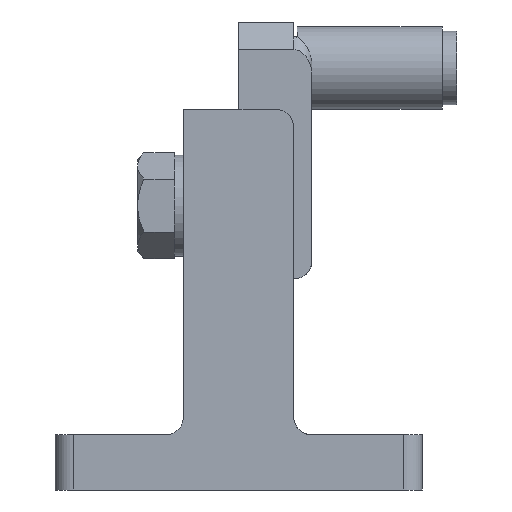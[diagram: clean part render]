
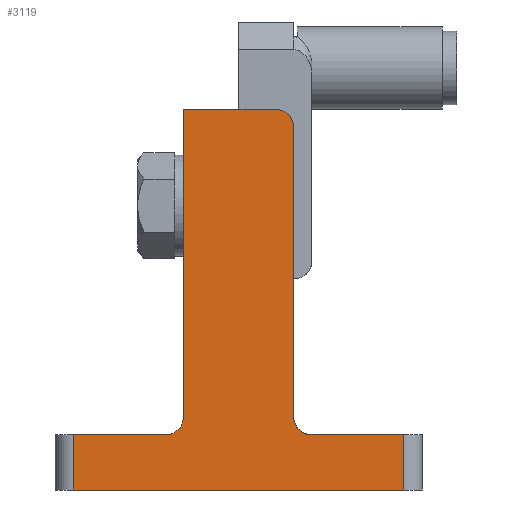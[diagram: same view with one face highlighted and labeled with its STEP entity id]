
A CAD part, left-side view. The second image highlights one B-rep face of the part: STEP entity #3119.
In plain terms, the highlighted planar face has unit normal (-1, 0, 0).
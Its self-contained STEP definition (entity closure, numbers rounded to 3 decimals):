
#3 = LINE ( 'NONE', #4242, #559 ) ;
#4 = DIRECTION ( 'NONE',  ( 0., -1., 0. ) ) ;
#8 = DIRECTION ( 'NONE',  ( -1., 0., 0. ) ) ;
#46 = VERTEX_POINT ( 'NONE', #4271 ) ;
#133 = VERTEX_POINT ( 'NONE', #1637 ) ;
#158 = EDGE_CURVE ( 'NONE', #3320, #2102, #2081, .T. ) ;
#244 = DIRECTION ( 'NONE',  ( 0., 0., -1. ) ) ;
#251 = CARTESIAN_POINT ( 'NONE',  ( -8., 8., 6. ) ) ;
#424 = PLANE ( 'NONE',  #3596 ) ;
#447 = CARTESIAN_POINT ( 'NONE',  ( -8., 6., 41.5 ) ) ;
#525 = EDGE_CURVE ( 'NONE', #4231, #2567, #3094, .T. ) ;
#532 = EDGE_CURVE ( 'NONE', #4016, #2102, #3, .T. ) ;
#559 = VECTOR ( 'NONE', #3493, 1000. ) ;
#570 = ORIENTED_EDGE ( 'NONE', *, *, #4417, .F. ) ;
#633 = CARTESIAN_POINT ( 'NONE',  ( -8., -6., 39.5 ) ) ;
#683 = DIRECTION ( 'NONE',  ( 0., 0., 1. ) ) ;
#689 = DIRECTION ( 'NONE',  ( 0., 1., 0. ) ) ;
#715 = VECTOR ( 'NONE', #1179, 1000. ) ;
#833 = LINE ( 'NONE', #3139, #4808 ) ;
#845 = VERTEX_POINT ( 'NONE', #2988 ) ;
#847 = CARTESIAN_POINT ( 'NONE',  ( -8., -4., 39.5 ) ) ;
#874 = AXIS2_PLACEMENT_3D ( 'NONE', #847, #8, #2384 ) ;
#925 = EDGE_CURVE ( 'NONE', #46, #4111, #3039, .T. ) ;
#1034 = AXIS2_PLACEMENT_3D ( 'NONE', #3778, #2679, #3501 ) ;
#1099 = ORIENTED_EDGE ( 'NONE', *, *, #532, .F. ) ;
#1179 = DIRECTION ( 'NONE',  ( 0., -1., 0. ) ) ;
#1223 = VERTEX_POINT ( 'NONE', #633 ) ;
#1433 = AXIS2_PLACEMENT_3D ( 'NONE', #1973, #2703, #3854 ) ;
#1457 = CARTESIAN_POINT ( 'NONE',  ( -8., -18., 6. ) ) ;
#1502 = CARTESIAN_POINT ( 'NONE',  ( -8., -18., 0. ) ) ;
#1604 = VECTOR ( 'NONE', #683, 1000. ) ;
#1637 = CARTESIAN_POINT ( 'NONE',  ( -8., 18., 0. ) ) ;
#1760 = CARTESIAN_POINT ( 'NONE',  ( -8., 6., 8. ) ) ;
#1822 = CARTESIAN_POINT ( 'NONE',  ( -8., -6., 8. ) ) ;
#1845 = ORIENTED_EDGE ( 'NONE', *, *, #925, .T. ) ;
#1898 = EDGE_CURVE ( 'NONE', #4016, #133, #833, .T. ) ;
#1915 = LINE ( 'NONE', #2700, #4785 ) ;
#1973 = CARTESIAN_POINT ( 'NONE',  ( -8., 8., 8. ) ) ;
#1985 = ORIENTED_EDGE ( 'NONE', *, *, #158, .T. ) ;
#2023 = CARTESIAN_POINT ( 'NONE',  ( -8., 18., 6. ) ) ;
#2075 = CIRCLE ( 'NONE', #874, 2. ) ;
#2081 = CIRCLE ( 'NONE', #1433, 2. ) ;
#2102 = VERTEX_POINT ( 'NONE', #251 ) ;
#2164 = ORIENTED_EDGE ( 'NONE', *, *, #3095, .T. ) ;
#2171 = VERTEX_POINT ( 'NONE', #1502 ) ;
#2239 = LINE ( 'NONE', #2616, #1604 ) ;
#2262 = DIRECTION ( 'NONE',  ( 0., 0., 1. ) ) ;
#2384 = DIRECTION ( 'NONE',  ( 0., 0., 1. ) ) ;
#2547 = EDGE_CURVE ( 'NONE', #1223, #4111, #3693, .T. ) ;
#2567 = VERTEX_POINT ( 'NONE', #4326 ) ;
#2595 = CARTESIAN_POINT ( 'NONE',  ( -8., 20., 0. ) ) ;
#2616 = CARTESIAN_POINT ( 'NONE',  ( -8., 6., 41.5 ) ) ;
#2623 = CARTESIAN_POINT ( 'NONE',  ( -8., -6., 41.5 ) ) ;
#2679 = DIRECTION ( 'NONE',  ( 1., 0., 0. ) ) ;
#2700 = CARTESIAN_POINT ( 'NONE',  ( -8., -20., 6. ) ) ;
#2703 = DIRECTION ( 'NONE',  ( 1., 0., 0. ) ) ;
#2713 = DIRECTION ( 'NONE',  ( 0., 0., 1. ) ) ;
#2792 = VECTOR ( 'NONE', #244, 1000. ) ;
#2822 = ORIENTED_EDGE ( 'NONE', *, *, #525, .F. ) ;
#2940 = EDGE_CURVE ( 'NONE', #1223, #2567, #2075, .T. ) ;
#2949 = ORIENTED_EDGE ( 'NONE', *, *, #1898, .T. ) ;
#2988 = CARTESIAN_POINT ( 'NONE',  ( -8., -18., 6. ) ) ;
#3039 = CIRCLE ( 'NONE', #1034, 2. ) ;
#3094 = LINE ( 'NONE', #2623, #715 ) ;
#3095 = EDGE_CURVE ( 'NONE', #2171, #845, #4923, .T. ) ;
#3119 = ADVANCED_FACE ( 'NONE', ( #3807 ), #424, .T. ) ;
#3139 = CARTESIAN_POINT ( 'NONE',  ( -8., 18., 0. ) ) ;
#3200 = ORIENTED_EDGE ( 'NONE', *, *, #4994, .F. ) ;
#3256 = CARTESIAN_POINT ( 'NONE',  ( -8., -6., 6. ) ) ;
#3272 = DIRECTION ( 'NONE',  ( 0., 0., -1. ) ) ;
#3320 = VERTEX_POINT ( 'NONE', #1760 ) ;
#3353 = VECTOR ( 'NONE', #2262, 1000. ) ;
#3391 = EDGE_LOOP ( 'NONE', ( #4498, #3785, #2822, #3200, #1985, #1099, #2949, #570, #2164, #3607, #1845 ) ) ;
#3461 = CARTESIAN_POINT ( 'NONE',  ( -8., 0., 0. ) ) ;
#3493 = DIRECTION ( 'NONE',  ( 0., -1., 0. ) ) ;
#3501 = DIRECTION ( 'NONE',  ( 0., 0., 1. ) ) ;
#3584 = EDGE_CURVE ( 'NONE', #46, #845, #1915, .T. ) ;
#3596 = AXIS2_PLACEMENT_3D ( 'NONE', #3461, #4623, #2713 ) ;
#3607 = ORIENTED_EDGE ( 'NONE', *, *, #3584, .F. ) ;
#3693 = LINE ( 'NONE', #3256, #2792 ) ;
#3778 = CARTESIAN_POINT ( 'NONE',  ( -8., -8., 8. ) ) ;
#3785 = ORIENTED_EDGE ( 'NONE', *, *, #2940, .T. ) ;
#3807 = FACE_OUTER_BOUND ( 'NONE', #3391, .T. ) ;
#3854 = DIRECTION ( 'NONE',  ( 0., 0., 1. ) ) ;
#4016 = VERTEX_POINT ( 'NONE', #2023 ) ;
#4096 = LINE ( 'NONE', #2595, #4290 ) ;
#4111 = VERTEX_POINT ( 'NONE', #1822 ) ;
#4231 = VERTEX_POINT ( 'NONE', #447 ) ;
#4242 = CARTESIAN_POINT ( 'NONE',  ( -8., 6., 6. ) ) ;
#4271 = CARTESIAN_POINT ( 'NONE',  ( -8., -8., 6. ) ) ;
#4290 = VECTOR ( 'NONE', #689, 1000. ) ;
#4326 = CARTESIAN_POINT ( 'NONE',  ( -8., -4., 41.5 ) ) ;
#4417 = EDGE_CURVE ( 'NONE', #2171, #133, #4096, .T. ) ;
#4498 = ORIENTED_EDGE ( 'NONE', *, *, #2547, .F. ) ;
#4623 = DIRECTION ( 'NONE',  ( -1., 0., 0. ) ) ;
#4785 = VECTOR ( 'NONE', #4, 1000. ) ;
#4808 = VECTOR ( 'NONE', #3272, 1000. ) ;
#4923 = LINE ( 'NONE', #1457, #3353 ) ;
#4994 = EDGE_CURVE ( 'NONE', #3320, #4231, #2239, .T. ) ;
